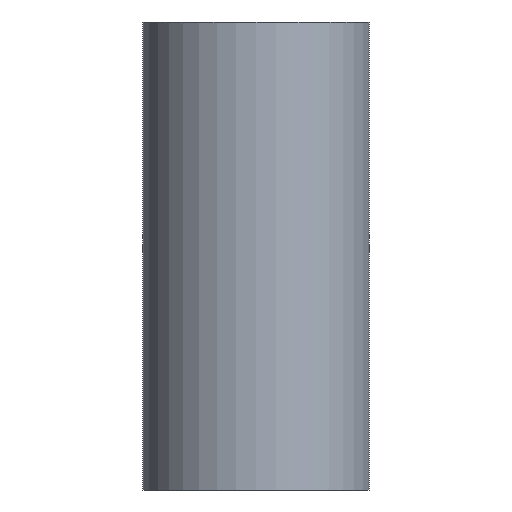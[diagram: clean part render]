
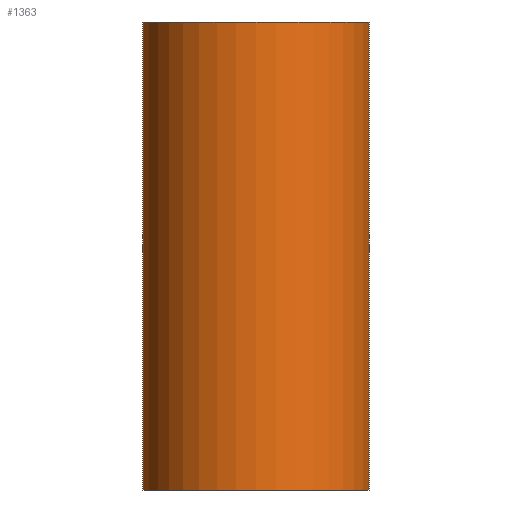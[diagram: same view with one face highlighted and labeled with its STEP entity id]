
A CAD part, front view. The second image highlights one B-rep face of the part: STEP entity #1363.
In plain terms, the highlighted cylindrical face has radius 50.8 mm (diameter 101.6 mm), a partial arc.
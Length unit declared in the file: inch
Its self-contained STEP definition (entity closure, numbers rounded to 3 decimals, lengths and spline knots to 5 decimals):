
#37 = CIRCLE ( 'NONE', #322, 2. ) ;
#64 = CARTESIAN_POINT ( 'NONE',  ( 0., 0., 4.12598 ) ) ;
#103 = VECTOR ( 'NONE', #814, 39.37008 ) ;
#105 = VERTEX_POINT ( 'NONE', #288 ) ;
#158 = CARTESIAN_POINT ( 'NONE',  ( 2., 0., -4.12598 ) ) ;
#171 = DIRECTION ( 'NONE',  ( 0., 0., -1. ) ) ;
#211 = EDGE_LOOP ( 'NONE', ( #658, #779, #1111, #895 ) ) ;
#274 = CARTESIAN_POINT ( 'NONE',  ( -2., 0., -4.12598 ) ) ;
#288 = CARTESIAN_POINT ( 'NONE',  ( -2., 0., 4.12598 ) ) ;
#291 = LINE ( 'NONE', #1154, #1392 ) ;
#322 = AXIS2_PLACEMENT_3D ( 'NONE', #1234, #359, #1125 ) ;
#330 = CYLINDRICAL_SURFACE ( 'NONE', #447, 2. ) ;
#346 = FACE_OUTER_BOUND ( 'NONE', #211, .T. ) ;
#359 = DIRECTION ( 'NONE',  ( 0., 0., 1. ) ) ;
#447 = AXIS2_PLACEMENT_3D ( 'NONE', #64, #171, #599 ) ;
#472 = VERTEX_POINT ( 'NONE', #1042 ) ;
#548 = EDGE_CURVE ( 'NONE', #1223, #737, #37, .T. ) ;
#599 = DIRECTION ( 'NONE',  ( -1., 0., 0. ) ) ;
#650 = LINE ( 'NONE', #926, #103 ) ;
#658 = ORIENTED_EDGE ( 'NONE', *, *, #778, .F. ) ;
#737 = VERTEX_POINT ( 'NONE', #158 ) ;
#778 = EDGE_CURVE ( 'NONE', #472, #737, #650, .T. ) ;
#779 = ORIENTED_EDGE ( 'NONE', *, *, #1137, .F. ) ;
#814 = DIRECTION ( 'NONE',  ( 0., 0., -1. ) ) ;
#825 = DIRECTION ( 'NONE',  ( 0., 0., -1. ) ) ;
#895 = ORIENTED_EDGE ( 'NONE', *, *, #548, .T. ) ;
#926 = CARTESIAN_POINT ( 'NONE',  ( 2., 0., 4.12598 ) ) ;
#1042 = CARTESIAN_POINT ( 'NONE',  ( 2., 0., 4.12598 ) ) ;
#1102 = CIRCLE ( 'NONE', #1279, 2. ) ;
#1111 = ORIENTED_EDGE ( 'NONE', *, *, #1348, .T. ) ;
#1125 = DIRECTION ( 'NONE',  ( 1., 0., 0. ) ) ;
#1137 = EDGE_CURVE ( 'NONE', #105, #472, #1102, .T. ) ;
#1147 = DIRECTION ( 'NONE',  ( 1., 0., 0. ) ) ;
#1154 = CARTESIAN_POINT ( 'NONE',  ( -2., 0., 4.12598 ) ) ;
#1223 = VERTEX_POINT ( 'NONE', #274 ) ;
#1234 = CARTESIAN_POINT ( 'NONE',  ( 0., 0., -4.12598 ) ) ;
#1253 = DIRECTION ( 'NONE',  ( 0., 0., 1. ) ) ;
#1267 = CARTESIAN_POINT ( 'NONE',  ( 0., 0., 4.12598 ) ) ;
#1279 = AXIS2_PLACEMENT_3D ( 'NONE', #1267, #1253, #1147 ) ;
#1348 = EDGE_CURVE ( 'NONE', #105, #1223, #291, .T. ) ;
#1363 = ADVANCED_FACE ( 'NONE', ( #346 ), #330, .T. ) ;
#1392 = VECTOR ( 'NONE', #825, 39.37008 ) ;
